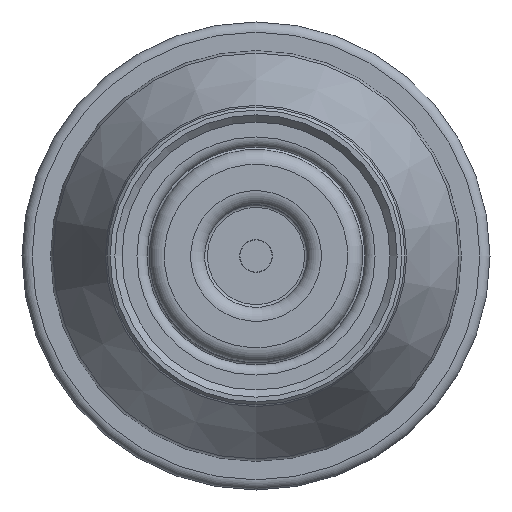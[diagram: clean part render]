
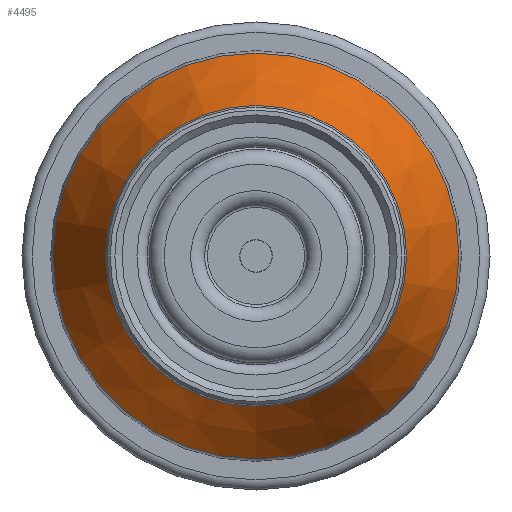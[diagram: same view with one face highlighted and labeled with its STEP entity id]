
A CAD part, front view. The second image highlights one B-rep face of the part: STEP entity #4495.
In plain terms, the highlighted conical face has half-angle 25 degrees and reference radius 34.078 mm.
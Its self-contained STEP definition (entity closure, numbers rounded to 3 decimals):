
#618=CONICAL_SURFACE('',#4969,34.078,0.436);
#1609=ORIENTED_EDGE('',*,*,#2478,.T.);
#1610=ORIENTED_EDGE('',*,*,#2479,.F.);
#2478=EDGE_CURVE('',#2975,#2975,#3280,.T.);
#2479=EDGE_CURVE('',#2976,#2976,#3281,.T.);
#2975=VERTEX_POINT('',#12248);
#2976=VERTEX_POINT('',#12251);
#3280=CIRCLE('',#4968,34.078);
#3281=CIRCLE('',#4970,25.281);
#3642=EDGE_LOOP('',(#1609));
#3643=EDGE_LOOP('',(#1610));
#4054=FACE_BOUND('',#3642,.T.);
#4055=FACE_BOUND('',#3643,.T.);
#4495=ADVANCED_FACE('',(#4054,#4055),#618,.T.);
#4968=AXIS2_PLACEMENT_3D('',#12247,#5805,#5806);
#4969=AXIS2_PLACEMENT_3D('',#12249,#5807,#5808);
#4970=AXIS2_PLACEMENT_3D('',#12250,#5809,#5810);
#5805=DIRECTION('',(0.,-1.,0.));
#5806=DIRECTION('',(0.,0.,-1.));
#5807=DIRECTION('',(0.,1.,0.));
#5808=DIRECTION('',(0.,0.,1.));
#5809=DIRECTION('',(0.,-1.,0.));
#5810=DIRECTION('',(0.,0.,-1.));
#12247=CARTESIAN_POINT('',(0.,-8.531,0.));
#12248=CARTESIAN_POINT('',(0.,-8.531,-34.078));
#12249=CARTESIAN_POINT('',(0.,-8.531,0.));
#12250=CARTESIAN_POINT('',(0.,-27.397,0.));
#12251=CARTESIAN_POINT('',(0.,-27.397,-25.281));
